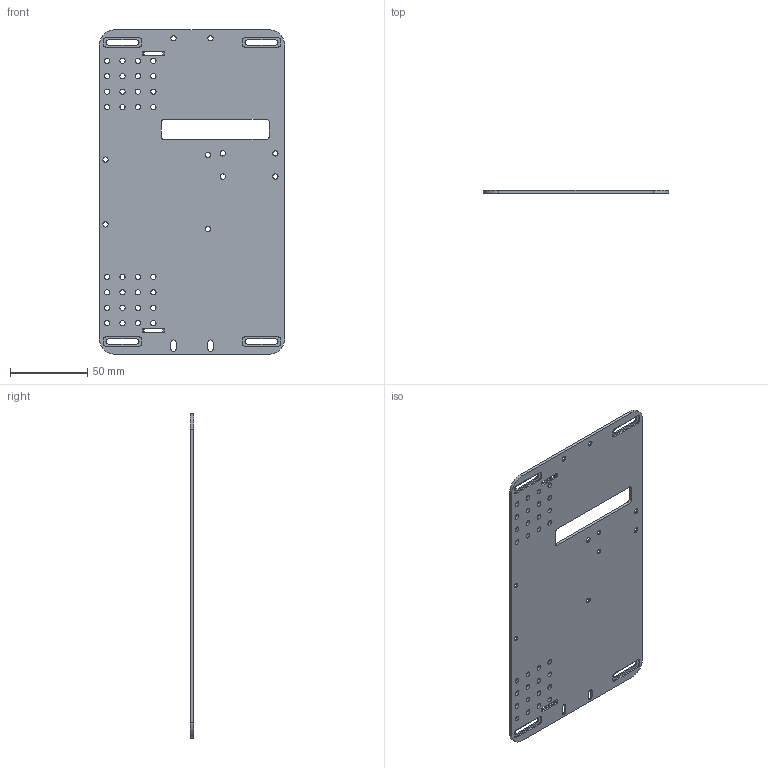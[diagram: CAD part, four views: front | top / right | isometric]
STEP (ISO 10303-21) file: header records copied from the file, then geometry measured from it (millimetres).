
FILE_DESCRIPTION(/* description */ (''),/* implementation_level */ '2;1');
FILE_NAME(/* name */ 'transmount_ipt_8acecced.STEP',/* time_stamp */ '2022-06-02T14:50:44+03:00',/* author */ ('Sulieman DAHER'),/* organization */ (''),/* preprocessor_version */ 'ST-DEVELOPER v16.13',/* originating_system */ 'Autodesk Inventor 2018',/* authorisation */ '');
FILE_SCHEMA (('AUTOMOTIVE_DESIGN { 1 0 10303 214 3 1 1 }'));
Length unit declared in the file: millimetre
Products named in the file (1): transmount
Bounding box: 120 x 2 x 210 mm (x, y, z)
Volume: 44917.3 mm3; surface area: 50128.3 mm2
Topology: 1 solids, 1 shells, 175 faces, 520 edges, 358 vertices
Faces by surface type: cylinder 102, plane 73
Full cylindrical faces by diameter (mm): 3.4 x42, 7 x4
Entity records: 5697 total; most frequent: DIRECTION 996, CARTESIAN_POINT 940, ORIENTED_EDGE 880, EDGE_CURVE 440, AXIS2_PLACEMENT_3D 380, EDGE_LOOP 334, VERTEX_POINT 324, LINE 236
